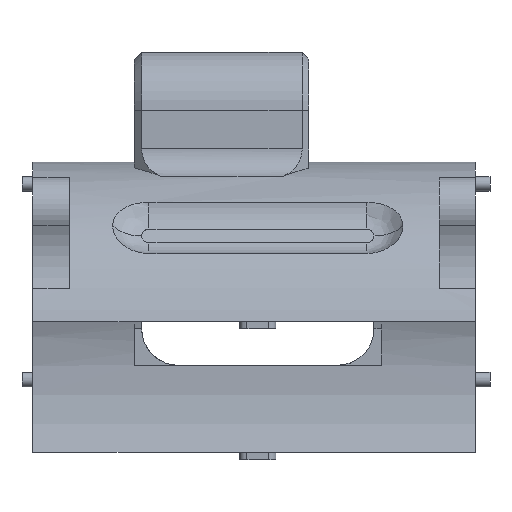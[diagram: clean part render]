
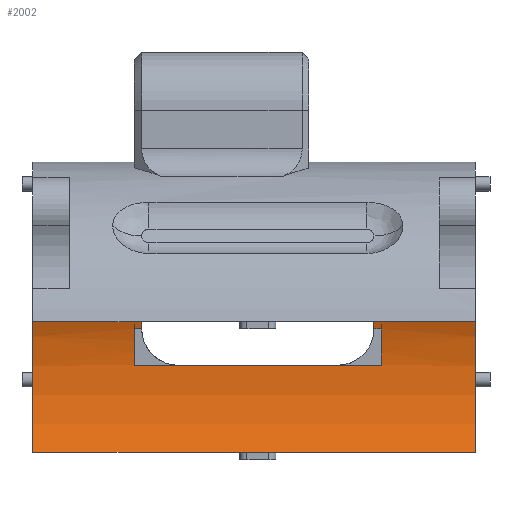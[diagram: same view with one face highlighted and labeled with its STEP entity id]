
A CAD part, left-side view. The second image highlights one B-rep face of the part: STEP entity #2002.
In plain terms, the highlighted cylindrical face has radius 25 mm (diameter 50 mm), a partial arc.
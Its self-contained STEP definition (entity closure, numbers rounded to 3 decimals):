
#468=CARTESIAN_POINT('',(22.913,61.,-10.));
#469=VERTEX_POINT('',#468);
#484=CARTESIAN_POINT('',(22.913,0.,-10.));
#485=VERTEX_POINT('',#484);
#492=CARTESIAN_POINT('',(22.913,0.,-10.));
#493=DIRECTION('',(0.,1.,0.));
#494=VECTOR('',#493,61.);
#495=LINE('',#492,#494);
#496=EDGE_CURVE('',#485,#469,#495,.T.);
#1353=CARTESIAN_POINT('',(24.,46.,7.));
#1354=VERTEX_POINT('',#1353);
#1378=CARTESIAN_POINT('',(23.,46.,9.798));
#1379=VERTEX_POINT('',#1378);
#1386=CARTESIAN_POINT('',(-0.,46.,-0.));
#1387=DIRECTION('',(-0.,1.,-0.));
#1388=DIRECTION('',(0.,0.,-1.));
#1389=AXIS2_PLACEMENT_3D('',#1386,#1387,#1388);
#1390=CIRCLE('',#1389,25.);
#1391=EDGE_CURVE('',#1379,#1354,#1390,.T.);
#1420=CARTESIAN_POINT('',(24.,14.,7.));
#1421=VERTEX_POINT('',#1420);
#1428=CARTESIAN_POINT('',(23.,14.,9.798));
#1429=VERTEX_POINT('',#1428);
#1430=CARTESIAN_POINT('',(-0.,14.,-0.));
#1431=DIRECTION('',(-0.,-1.,-0.));
#1432=DIRECTION('',(0.,-0.,1.));
#1433=AXIS2_PLACEMENT_3D('',#1430,#1431,#1432);
#1434=CIRCLE('',#1433,25.);
#1435=EDGE_CURVE('',#1421,#1429,#1434,.T.);
#1691=CARTESIAN_POINT('',(24.,13.,7.));
#1692=VERTEX_POINT('',#1691);
#1717=CARTESIAN_POINT('',(24.92,13.,2.));
#1718=VERTEX_POINT('',#1717);
#1725=CARTESIAN_POINT('',(-0.,13.,-0.));
#1726=DIRECTION('',(-0.,-1.,-0.));
#1727=DIRECTION('',(0.,-0.,1.));
#1728=AXIS2_PLACEMENT_3D('',#1725,#1726,#1727);
#1729=CIRCLE('',#1728,25.);
#1730=EDGE_CURVE('',#1718,#1692,#1729,.T.);
#1749=CARTESIAN_POINT('',(24.,13.,7.));
#1750=DIRECTION('',(0.,1.,0.));
#1751=VECTOR('',#1750,1.);
#1752=LINE('',#1749,#1751);
#1753=EDGE_CURVE('',#1692,#1421,#1752,.T.);
#1773=CARTESIAN_POINT('',(24.,47.05,7.));
#1774=VERTEX_POINT('',#1773);
#1781=CARTESIAN_POINT('',(24.92,47.05,2.));
#1782=VERTEX_POINT('',#1781);
#1783=CARTESIAN_POINT('',(-0.,47.05,-0.));
#1784=DIRECTION('',(-0.,-1.,-0.));
#1785=DIRECTION('',(0.,-0.,1.));
#1786=AXIS2_PLACEMENT_3D('',#1783,#1784,#1785);
#1787=CIRCLE('',#1786,25.);
#1788=EDGE_CURVE('',#1782,#1774,#1787,.T.);
#1821=CARTESIAN_POINT('',(24.,47.05,7.));
#1822=DIRECTION('',(-0.,-1.,-0.));
#1823=VECTOR('',#1822,1.05);
#1824=LINE('',#1821,#1823);
#1825=EDGE_CURVE('',#1774,#1354,#1824,.T.);
#1952=CARTESIAN_POINT('',(-0.,0.,-0.));
#1953=DIRECTION('',(0.,1.,0.));
#1954=DIRECTION('',(0.,-0.,1.));
#1955=AXIS2_PLACEMENT_3D('',#1952,#1953,#1954);
#1956=CYLINDRICAL_SURFACE('',#1955,25.);
#1957=ORIENTED_EDGE('',*,*,#1788,.T.);
#1958=ORIENTED_EDGE('',*,*,#1825,.T.);
#1959=ORIENTED_EDGE('',*,*,#1391,.F.);
#1960=CARTESIAN_POINT('',(23.,61.,9.798));
#1961=VERTEX_POINT('',#1960);
#1962=CARTESIAN_POINT('',(23.,46.,9.798));
#1963=DIRECTION('',(0.,1.,0.));
#1964=VECTOR('',#1963,15.);
#1965=LINE('',#1962,#1964);
#1966=EDGE_CURVE('',#1379,#1961,#1965,.T.);
#1967=ORIENTED_EDGE('',*,*,#1966,.T.);
#1968=CARTESIAN_POINT('',(-0.,61.,-0.));
#1969=DIRECTION('',(0.,1.,0.));
#1970=DIRECTION('',(0.,-0.,1.));
#1971=AXIS2_PLACEMENT_3D('',#1968,#1969,#1970);
#1972=CIRCLE('',#1971,25.);
#1973=EDGE_CURVE('',#1961,#469,#1972,.T.);
#1974=ORIENTED_EDGE('',*,*,#1973,.T.);
#1975=ORIENTED_EDGE('',*,*,#496,.F.);
#1976=CARTESIAN_POINT('',(23.,0.,9.798));
#1977=VERTEX_POINT('',#1976);
#1978=CARTESIAN_POINT('',(-0.,0.,-0.));
#1979=DIRECTION('',(0.,1.,0.));
#1980=DIRECTION('',(0.,-0.,1.));
#1981=AXIS2_PLACEMENT_3D('',#1978,#1979,#1980);
#1982=CIRCLE('',#1981,25.);
#1983=EDGE_CURVE('',#1977,#485,#1982,.T.);
#1984=ORIENTED_EDGE('',*,*,#1983,.F.);
#1985=CARTESIAN_POINT('',(23.,0.,9.798));
#1986=DIRECTION('',(0.,1.,0.));
#1987=VECTOR('',#1986,14.);
#1988=LINE('',#1985,#1987);
#1989=EDGE_CURVE('',#1977,#1429,#1988,.T.);
#1990=ORIENTED_EDGE('',*,*,#1989,.T.);
#1991=ORIENTED_EDGE('',*,*,#1435,.F.);
#1992=ORIENTED_EDGE('',*,*,#1753,.F.);
#1993=ORIENTED_EDGE('',*,*,#1730,.F.);
#1994=CARTESIAN_POINT('',(24.92,47.05,2.));
#1995=DIRECTION('',(-0.,-1.,-0.));
#1996=VECTOR('',#1995,34.05);
#1997=LINE('',#1994,#1996);
#1998=EDGE_CURVE('',#1782,#1718,#1997,.T.);
#1999=ORIENTED_EDGE('',*,*,#1998,.F.);
#2000=EDGE_LOOP('',(#1957,#1958,#1959,#1967,#1974,#1975,#1984,#1990,#1991,#1992,#1993,#1999));
#2001=FACE_BOUND('',#2000,.T.);
#2002=ADVANCED_FACE('',(#2001),#1956,.F.);
